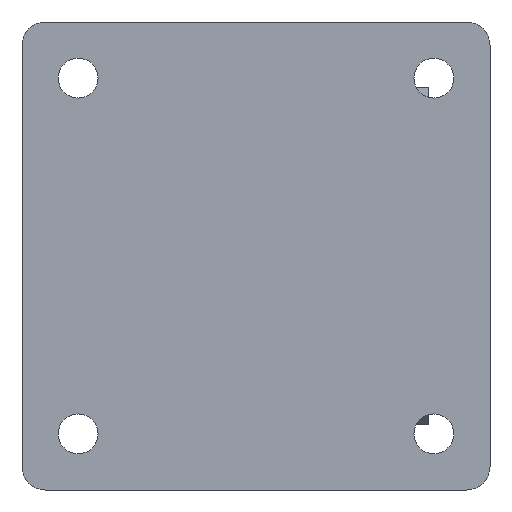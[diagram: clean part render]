
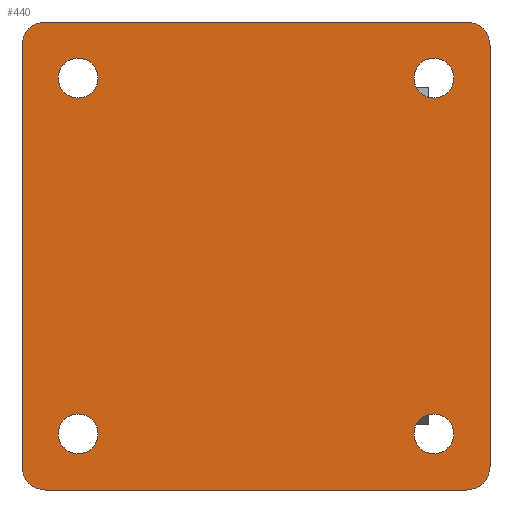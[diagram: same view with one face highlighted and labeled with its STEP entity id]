
A CAD part, front view. The second image highlights one B-rep face of the part: STEP entity #440.
In plain terms, the highlighted planar face has unit normal (0, -1, 0).
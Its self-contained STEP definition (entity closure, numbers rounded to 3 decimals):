
#440 = ADVANCED_FACE( '', ( #920, #921, #922, #923, #924 ), #925, .F. );
#920 = FACE_OUTER_BOUND( '', #1411, .T. );
#921 = FACE_BOUND( '', #1412, .T. );
#922 = FACE_BOUND( '', #1413, .T. );
#923 = FACE_BOUND( '', #1414, .T. );
#924 = FACE_BOUND( '', #1415, .T. );
#925 = PLANE( '', #1416 );
#1411 = EDGE_LOOP( '', ( #2632, #2633, #2634, #2635, #2636, #2637, #2638, #2639 ) );
#1412 = EDGE_LOOP( '', ( #2640 ) );
#1413 = EDGE_LOOP( '', ( #2641 ) );
#1414 = EDGE_LOOP( '', ( #2642 ) );
#1415 = EDGE_LOOP( '', ( #2643 ) );
#1416 = AXIS2_PLACEMENT_3D( '', #2644, #2645, #2646 );
#2632 = ORIENTED_EDGE( '', *, *, #2837, .F. );
#2633 = ORIENTED_EDGE( '', *, *, #3270, .F. );
#2634 = ORIENTED_EDGE( '', *, *, #3287, .F. );
#2635 = ORIENTED_EDGE( '', *, *, #3033, .F. );
#2636 = ORIENTED_EDGE( '', *, *, #3207, .F. );
#2637 = ORIENTED_EDGE( '', *, *, #3099, .F. );
#2638 = ORIENTED_EDGE( '', *, *, #2847, .F. );
#2639 = ORIENTED_EDGE( '', *, *, #2885, .F. );
#2640 = ORIENTED_EDGE( '', *, *, #2843, .T. );
#2641 = ORIENTED_EDGE( '', *, *, #3124, .T. );
#2642 = ORIENTED_EDGE( '', *, *, #2805, .T. );
#2643 = ORIENTED_EDGE( '', *, *, #2853, .T. );
#2644 = CARTESIAN_POINT( '', ( -45., 0., -45. ) );
#2645 = DIRECTION( '', ( 0., 1., 0. ) );
#2646 = DIRECTION( '', ( 0., 0., 1. ) );
#2805 = EDGE_CURVE( '', #3332, #3332, #3333, .T. );
#2837 = EDGE_CURVE( '', #3391, #3392, #3393, .T. );
#2843 = EDGE_CURVE( '', #3402, #3402, #3403, .T. );
#2847 = EDGE_CURVE( '', #3408, #3409, #3410, .T. );
#2853 = EDGE_CURVE( '', #3419, #3419, #3420, .T. );
#2885 = EDGE_CURVE( '', #3392, #3408, #3476, .T. );
#3033 = EDGE_CURVE( '', #3718, #3719, #3720, .T. );
#3099 = EDGE_CURVE( '', #3409, #3815, #3816, .T. );
#3124 = EDGE_CURVE( '', #3850, #3850, #3851, .T. );
#3207 = EDGE_CURVE( '', #3815, #3718, #3965, .T. );
#3270 = EDGE_CURVE( '', #4037, #3391, #4038, .T. );
#3287 = EDGE_CURVE( '', #3719, #4037, #4057, .T. );
#3332 = VERTEX_POINT( '', #4106 );
#3333 = CIRCLE( '', #4107, 4.25 );
#3391 = VERTEX_POINT( '', #4203 );
#3392 = VERTEX_POINT( '', #4204 );
#3393 = CIRCLE( '', #4205, 5. );
#3402 = VERTEX_POINT( '', #4216 );
#3403 = CIRCLE( '', #4217, 4.25 );
#3408 = VERTEX_POINT( '', #4222 );
#3409 = VERTEX_POINT( '', #4223 );
#3410 = CIRCLE( '', #4224, 5. );
#3419 = VERTEX_POINT( '', #4235 );
#3420 = CIRCLE( '', #4236, 4.25 );
#3476 = LINE( '', #4332, #4333 );
#3718 = VERTEX_POINT( '', #4716 );
#3719 = VERTEX_POINT( '', #4717 );
#3720 = LINE( '', #4718, #4719 );
#3815 = VERTEX_POINT( '', #4864 );
#3816 = LINE( '', #4865, #4866 );
#3850 = VERTEX_POINT( '', #4920 );
#3851 = CIRCLE( '', #4921, 4.25 );
#3965 = CIRCLE( '', #5100, 5. );
#4037 = VERTEX_POINT( '', #5204 );
#4038 = LINE( '', #5205, #5206 );
#4057 = CIRCLE( '', #5232, 5. );
#4106 = CARTESIAN_POINT( '', ( -33.75, 0., 38. ) );
#4107 = AXIS2_PLACEMENT_3D( '', #5283, #5284, #5285 );
#4203 = CARTESIAN_POINT( '', ( -45., 0., -50. ) );
#4204 = CARTESIAN_POINT( '', ( -50., 0., -45. ) );
#4205 = AXIS2_PLACEMENT_3D( '', #5308, #5309, #5310 );
#4216 = CARTESIAN_POINT( '', ( -33.75, 0., -38. ) );
#4217 = AXIS2_PLACEMENT_3D( '', #5319, #5320, #5321 );
#4222 = CARTESIAN_POINT( '', ( -50., 0., 45. ) );
#4223 = CARTESIAN_POINT( '', ( -45., 0., 50. ) );
#4224 = AXIS2_PLACEMENT_3D( '', #5325, #5326, #5327 );
#4235 = CARTESIAN_POINT( '', ( 42.25, 0., 38. ) );
#4236 = AXIS2_PLACEMENT_3D( '', #5336, #5337, #5338 );
#4332 = CARTESIAN_POINT( '', ( -50., 0., -45. ) );
#4333 = VECTOR( '', #5366, 1000. );
#4716 = CARTESIAN_POINT( '', ( 50., 0., 45. ) );
#4717 = CARTESIAN_POINT( '', ( 50., 0., -45. ) );
#4718 = CARTESIAN_POINT( '', ( 50., 0., 45. ) );
#4719 = VECTOR( '', #5514, 1000. );
#4864 = CARTESIAN_POINT( '', ( 45., 0., 50. ) );
#4865 = CARTESIAN_POINT( '', ( -45., 0., 50. ) );
#4866 = VECTOR( '', #5573, 1000. );
#4920 = CARTESIAN_POINT( '', ( 42.25, 0., -38. ) );
#4921 = AXIS2_PLACEMENT_3D( '', #5595, #5596, #5597 );
#5100 = AXIS2_PLACEMENT_3D( '', #5674, #5675, #5676 );
#5204 = CARTESIAN_POINT( '', ( 45., 0., -50. ) );
#5205 = CARTESIAN_POINT( '', ( 45., 0., -50. ) );
#5206 = VECTOR( '', #5730, 1000. );
#5232 = AXIS2_PLACEMENT_3D( '', #5747, #5748, #5749 );
#5283 = CARTESIAN_POINT( '', ( -38., 0., 38. ) );
#5284 = DIRECTION( '', ( 0., 1., 0. ) );
#5285 = DIRECTION( '', ( 1., 0., 0. ) );
#5308 = CARTESIAN_POINT( '', ( -45., 0., -45. ) );
#5309 = DIRECTION( '', ( 0., 1., 0. ) );
#5310 = DIRECTION( '', ( 1., 0., 0. ) );
#5319 = CARTESIAN_POINT( '', ( -38., 0., -38. ) );
#5320 = DIRECTION( '', ( 0., 1., 0. ) );
#5321 = DIRECTION( '', ( 1., 0., 0. ) );
#5325 = CARTESIAN_POINT( '', ( -45., 0., 45. ) );
#5326 = DIRECTION( '', ( 0., 1., 0. ) );
#5327 = DIRECTION( '', ( 1., 0., 0. ) );
#5336 = CARTESIAN_POINT( '', ( 38., 0., 38. ) );
#5337 = DIRECTION( '', ( 0., 1., 0. ) );
#5338 = DIRECTION( '', ( 1., 0., 0. ) );
#5366 = DIRECTION( '', ( 0., 0., 1. ) );
#5514 = DIRECTION( '', ( 0., 0., -1. ) );
#5573 = DIRECTION( '', ( 1., 0., 0. ) );
#5595 = CARTESIAN_POINT( '', ( 38., 0., -38. ) );
#5596 = DIRECTION( '', ( 0., 1., 0. ) );
#5597 = DIRECTION( '', ( 1., 0., 0. ) );
#5674 = CARTESIAN_POINT( '', ( 45., 0., 45. ) );
#5675 = DIRECTION( '', ( 0., 1., 0. ) );
#5676 = DIRECTION( '', ( 1., 0., 0. ) );
#5730 = DIRECTION( '', ( -1., 0., 0. ) );
#5747 = CARTESIAN_POINT( '', ( 45., 0., -45. ) );
#5748 = DIRECTION( '', ( 0., 1., 0. ) );
#5749 = DIRECTION( '', ( 1., 0., 0. ) );
